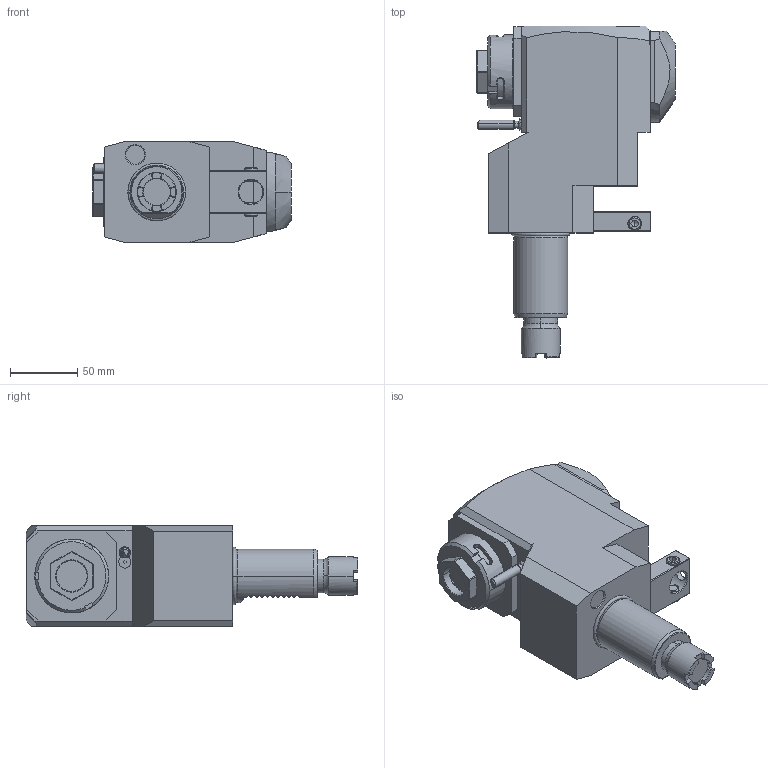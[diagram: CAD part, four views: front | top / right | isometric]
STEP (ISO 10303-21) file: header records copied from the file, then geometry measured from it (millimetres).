
FILE_DESCRIPTION((''),'2;1');
FILE_NAME('NGT1_40_455_32_1_2_120TJA','2024-10-28T',('vali'),('NOVA GRUP'),'PRO/ENGINEER BY PARAMETRIC TECHNOLOGY CORPORATION, 2010280','PRO/ENGINEER BY PARAMETRIC TECHNOLOGY CORPORATION, 2010280','');
FILE_SCHEMA(('CONFIG_CONTROL_DESIGN'));
Length unit declared in the file: millimetre
Products named in the file (1): NGT1_40_455_32_1_2_120TJA
Bounding box: 147.5 x 247 x 75 mm (x, y, z)
Volume: 1297078.7 mm3; surface area: 93482.1 mm2
Topology: 1 solids, 1 shells, 377 faces, 1008 edges, 647 vertices
Faces by surface type: plane 205, cone 69, cylinder 66, bspline 30, torus 5, sphere 2
Entity records: 15200 total; most frequent: CARTESIAN_POINT 6317, ORIENTED_EDGE 2008, DIRECTION 1578, EDGE_CURVE 1004, VERTEX_POINT 647, AXIS2_PLACEMENT_3D 534, VECTOR 510, LINE 510
